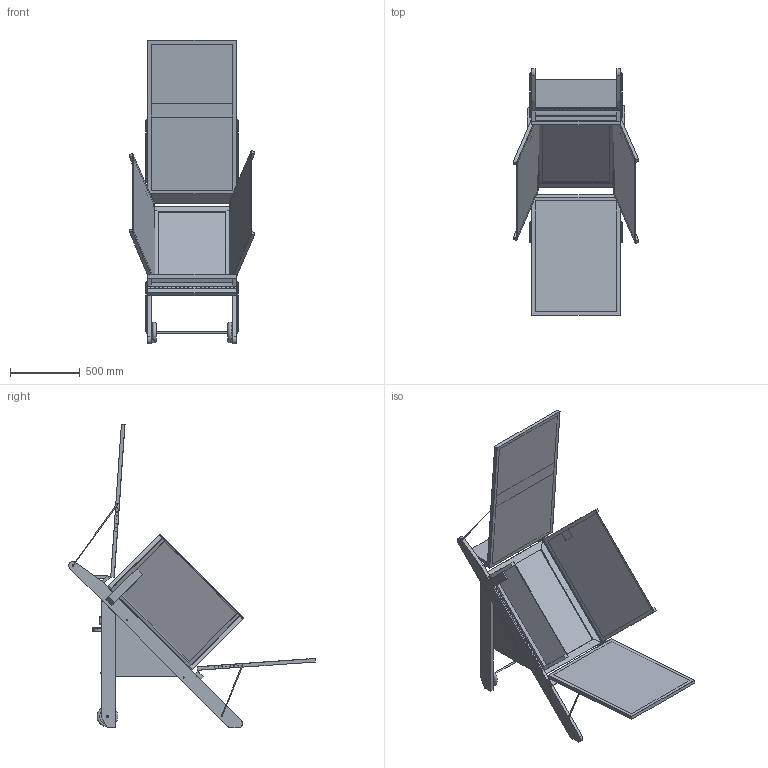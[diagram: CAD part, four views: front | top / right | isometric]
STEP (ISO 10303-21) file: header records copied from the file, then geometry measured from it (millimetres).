
FILE_DESCRIPTION(('FreeCAD Model'),'2;1');
FILE_NAME('Open CASCADE Shape Model','2025-12-07T21:58:20',(''),(''), 'Open CASCADE STEP processor 7.7','FreeCAD','Unknown');
FILE_SCHEMA(('AUTOMOTIVE_DESIGN { 1 0 10303 214 1 1 1 1 }'));
Length unit declared in the file: millimetre
Products named in the file (77): FourSolaireAtomique; caisson; porte du four; plaque avec revetement; plaque bois; revetement alu; panneau externe; poignée; paneau tole noire porte; vitre; cadre; carreau; éléments internes; panneau latéral droit avec revetement; plaque bois latérale; plaque de fond avec revetement; paneau tole noire fond; imposte interne; revetement aluminium; éléments externes; extérieur coté droit; exter dessous; imposte; tasseau porte; charnière droite; partie 1; partie 2; axe; verrou 01; réflecteurs; réflecteur droit; ensemble cadre + tole; tole alu; charnière piano partie mobile; charnière piano partie fixe; réflecteur gauche; ensemble réflecteur bas; traverse réflecteur bas; charnière piano; réflecteur avec plaque alu ...
Assembly tree (82 placements, depth 5):
  FourSolaireAtomique
    caisson
      porte du four
        plaque avec revetement
          plaque bois
          revetement alu
        panneau externe
        poignée
        paneau tole noire porte
      vitre
        cadre
        carreau
      éléments internes
        panneau latéral droit avec revetement
          plaque bois latérale
          revetement alu
        panneau latéral droit avec revetement
          plaque bois latérale
          revetement alu
        plaque de fond avec revetement
          plaque bois
          revetement alu
          paneau tole noire fond
        imposte interne
          plaque bois
          revetement aluminium
      éléments externes
        extérieur coté droit  x2
        exter dessous
        imposte
        tasseau porte
        charnière droite  x2
          partie 1
          partie 2
          axe
        verrou 01  x2
    réflecteurs
      réflecteur droit
        ensemble cadre + tole
          cadre
          tole alu
        charnière piano partie mobile
        charnière piano partie fixe
      réflecteur gauche
        ensemble cadre + tole
          cadre
          tole alu
        charnière piano partie mobile
        charnière piano partie fixe
      ensemble réflecteur bas
        traverse réflecteur bas
        charnière piano
          charnière piano partie mobile
          charnière piano partie fixe
        réflecteur avec plaque alu
          cadre réfleceur bas
          tole alu
      ensemble réflecteur haut
        traverse réflecteur haut
        charnière piano
Bounding box: 903.55 x 1773.77 x 2181.29 mm (x, y, z)
Volume: 74711027.8 mm3; surface area: 16209144.4 mm2
Topology: 61 solids, 61 shells, 2211 faces, 5921 edges, 3830 vertices
Faces by surface type: plane 1386, cylinder 779, torus 22, bspline 18, sphere 4, cone 2
Full cylindrical faces by diameter (mm): 4 x188, 5 x8, 6 x52, 8 x12, 12 x5, 14 x2
Entity records: 146325 total; most frequent: CARTESIAN_POINT 28433, DIRECTION 22242, LINE 14083, VECTOR 14083, ORIENTED_EDGE 11448, PCURVE 11448, DEFINITIONAL_REPRESENTATION 11448, EDGE_CURVE 5724
